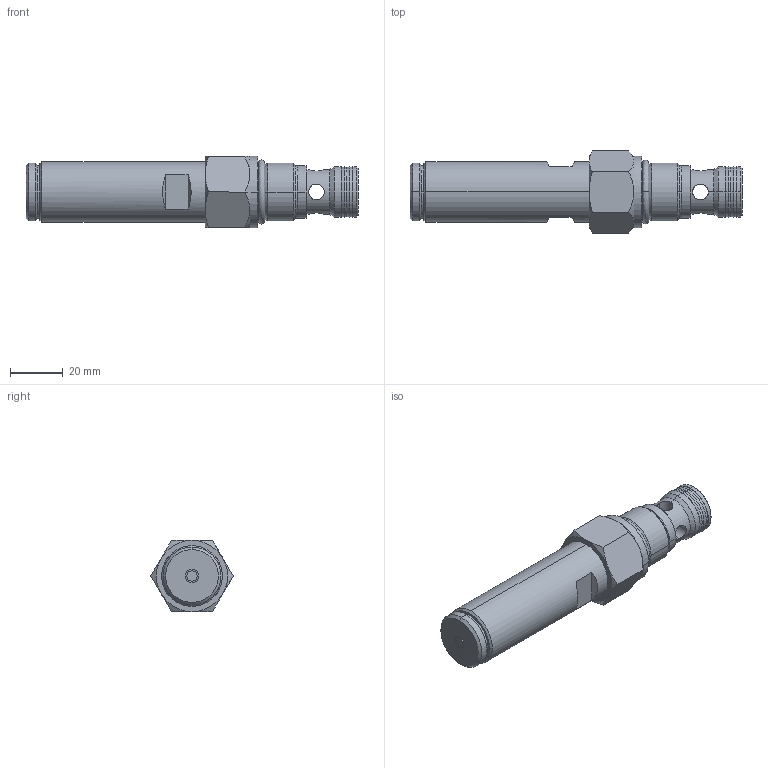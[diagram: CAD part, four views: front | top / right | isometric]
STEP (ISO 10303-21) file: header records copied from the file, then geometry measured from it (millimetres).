
FILE_DESCRIPTION (( 'STEP AP214' ), '1' );
FILE_NAME ('2-2_Wegeventil.STEP', '2016-07-19T09:29:30', ( '' ), ( '' ), 'SwSTEP 2.0', 'SolidWorks 2014', '' );
FILE_SCHEMA (( 'AUTOMOTIVE_DESIGN' ));
Length unit declared in the file: millimetre
Products named in the file (1): 2-2_Wegeventil
Bounding box: 126 x 31.18 x 27 mm (x, y, z)
Volume: 50935.2 mm3; surface area: 11493.3 mm2
Topology: 1 solids, 2 shells, 117 faces, 269 edges, 162 vertices
Faces by surface type: cone 47, cylinder 34, plane 24, bspline 12
Entity records: 5070 total; most frequent: CARTESIAN_POINT 1193, DIRECTION 541, ORIENTED_EDGE 538, EDGE_CURVE 269, AXIS2_PLACEMENT_3D 228, VERTEX_POINT 162, EDGE_LOOP 131, CIRCLE 122
